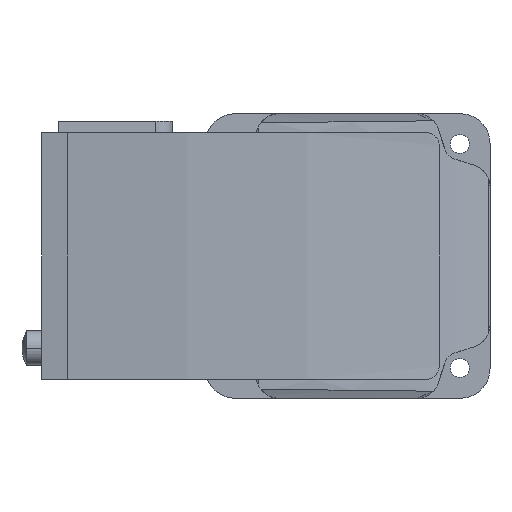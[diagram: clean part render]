
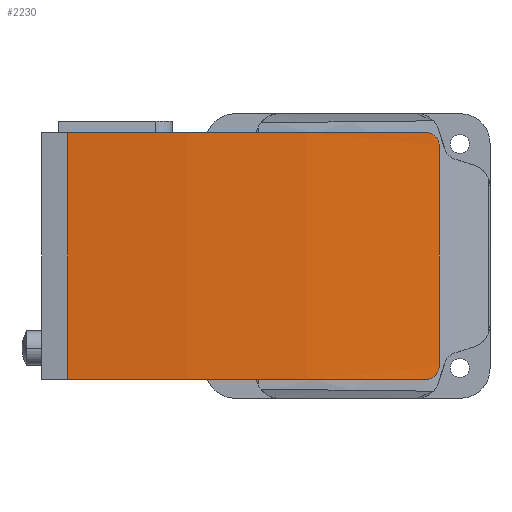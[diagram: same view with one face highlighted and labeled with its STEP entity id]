
A CAD part, left-side view. The second image highlights one B-rep face of the part: STEP entity #2230.
In plain terms, the highlighted cylindrical face has radius 300 mm (diameter 600 mm), a partial arc.
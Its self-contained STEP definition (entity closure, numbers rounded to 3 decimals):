
#2230=ADVANCED_FACE('',(#5007),#5008,.T.);
#2246=VERTEX_POINT('',#5031);
#2248=VERTEX_POINT('',#5033);
#2250=EDGE_CURVE('',#2246,#2248,#5035,.T.);
#2252=VERTEX_POINT('',#5037);
#2254=EDGE_CURVE('',#2252,#2246,#5039,.T.);
#2256=VERTEX_POINT('',#5041);
#2258=EDGE_CURVE('',#2256,#2252,#5043,.T.);
#2260=VERTEX_POINT('',#5045);
#2262=EDGE_CURVE('',#2260,#2256,#5047,.T.);
#2264=VERTEX_POINT('',#5049);
#2266=EDGE_CURVE('',#2264,#2260,#5051,.T.);
#2268=EDGE_CURVE('',#2248,#2264,#5053,.T.);
#5007=FACE_OUTER_BOUND('',#8502,.T.);
#5008=CYLINDRICAL_SURFACE('',#8503,300.0);
#5031=CARTESIAN_POINT('',(-4.808,-25.6,28.6));
#5033=CARTESIAN_POINT('',(-4.388,-28.6,25.6));
#5035=B_SPLINE_CURVE_WITH_KNOTS('',3,(#8531,#8532,#8533,#8534,#8535,#8536,#8537,#8538,#8539,#8540,#8541,#8542,#8543,#8544,#8545,#8546,#8547,#8548),.UNSPECIFIED.,.F.,.F.,(4,2,2,2,2,2,2,2,4),(4.539,5.11,5.681,6.252,6.822,7.387,7.952,8.517,9.082),.UNSPECIFIED.);
#5037=CARTESIAN_POINT('',(-4.388,57.6,28.6));
#5039=CIRCLE('',#8553,300.0);
#5041=CARTESIAN_POINT('',(-4.388,57.6,-28.6));
#5043=LINE('',#8558,#8559);
#5045=CARTESIAN_POINT('',(-4.808,-25.6,-28.6));
#5047=CIRCLE('',#8564,300.0);
#5049=CARTESIAN_POINT('',(-4.388,-28.6,-25.6));
#5051=B_SPLINE_CURVE_WITH_KNOTS('',3,(#8569,#8570,#8571,#8572,#8573,#8574,#8575,#8576,#8577,#8578,#8579,#8580,#8581,#8582,#8583,#8584,#8585,#8586),.UNSPECIFIED.,.F.,.F.,(4,2,2,2,2,2,2,2,4),(9.082,9.648,10.214,10.78,11.346,11.916,12.485,13.054,13.624),.UNSPECIFIED.);
#5053=LINE('',#8589,#8590);
#8502=EDGE_LOOP('',(#12276,#12277,#12278,#12279,#12280,#12281));
#8503=AXIS2_PLACEMENT_3D('',#12282,#12283,#12284);
#8531=CARTESIAN_POINT('',(-4.808,-25.6,28.6));
#8532=CARTESIAN_POINT('',(-4.782,-25.789,28.6));
#8533=CARTESIAN_POINT('',(-4.756,-25.984,28.582));
#8534=CARTESIAN_POINT('',(-4.703,-26.372,28.506));
#8535=CARTESIAN_POINT('',(-4.676,-26.565,28.448));
#8536=CARTESIAN_POINT('',(-4.625,-26.935,28.294));
#8537=CARTESIAN_POINT('',(-4.6,-27.112,28.198));
#8538=CARTESIAN_POINT('',(-4.554,-27.441,27.977));
#8539=CARTESIAN_POINT('',(-4.532,-27.592,27.851));
#8540=CARTESIAN_POINT('',(-4.495,-27.858,27.585));
#8541=CARTESIAN_POINT('',(-4.477,-27.982,27.435));
#8542=CARTESIAN_POINT('',(-4.446,-28.201,27.108));
#8543=CARTESIAN_POINT('',(-4.432,-28.296,26.931));
#8544=CARTESIAN_POINT('',(-4.41,-28.448,26.562));
#8545=CARTESIAN_POINT('',(-4.401,-28.506,26.37));
#8546=CARTESIAN_POINT('',(-4.39,-28.582,25.983));
#8547=CARTESIAN_POINT('',(-4.388,-28.6,25.788));
#8548=CARTESIAN_POINT('',(-4.388,-28.6,25.6));
#8553=AXIS2_PLACEMENT_3D('',#12343,#12344,#12345);
#8558=CARTESIAN_POINT('',(-4.388,57.6,0.0));
#8559=VECTOR('',#12346,1.0);
#8564=AXIS2_PLACEMENT_3D('',#12347,#12348,#12349);
#8569=CARTESIAN_POINT('',(-4.388,-28.6,-25.6));
#8570=CARTESIAN_POINT('',(-4.388,-28.6,-25.789));
#8571=CARTESIAN_POINT('',(-4.39,-28.582,-25.984));
#8572=CARTESIAN_POINT('',(-4.402,-28.506,-26.372));
#8573=CARTESIAN_POINT('',(-4.41,-28.448,-26.565));
#8574=CARTESIAN_POINT('',(-4.432,-28.294,-26.934));
#8575=CARTESIAN_POINT('',(-4.446,-28.199,-27.111));
#8576=CARTESIAN_POINT('',(-4.477,-27.979,-27.438));
#8577=CARTESIAN_POINT('',(-4.495,-27.854,-27.589));
#8578=CARTESIAN_POINT('',(-4.533,-27.588,-27.855));
#8579=CARTESIAN_POINT('',(-4.554,-27.437,-27.98));
#8580=CARTESIAN_POINT('',(-4.601,-27.109,-28.2));
#8581=CARTESIAN_POINT('',(-4.625,-26.932,-28.296));
#8582=CARTESIAN_POINT('',(-4.677,-26.562,-28.449));
#8583=CARTESIAN_POINT('',(-4.703,-26.37,-28.506));
#8584=CARTESIAN_POINT('',(-4.756,-25.983,-28.582));
#8585=CARTESIAN_POINT('',(-4.783,-25.788,-28.6));
#8586=CARTESIAN_POINT('',(-4.808,-25.6,-28.6));
#8589=CARTESIAN_POINT('',(-4.388,-28.6,0.0));
#8590=VECTOR('',#12350,1.0);
#12276=ORIENTED_EDGE('',*,*,#2250,.F.);
#12277=ORIENTED_EDGE('',*,*,#2254,.F.);
#12278=ORIENTED_EDGE('',*,*,#2258,.F.);
#12279=ORIENTED_EDGE('',*,*,#2262,.F.);
#12280=ORIENTED_EDGE('',*,*,#2266,.F.);
#12281=ORIENTED_EDGE('',*,*,#2268,.F.);
#12282=CARTESIAN_POINT('',(292.5,14.5,28.6));
#12283=DIRECTION('',(0.0,-0.0,-1.0));
#12284=DIRECTION('',(-0.99,-0.144,0.0));
#12343=CARTESIAN_POINT('',(292.5,14.5,28.6));
#12344=DIRECTION('',(0.0,0.0,1.0));
#12345=DIRECTION('',(-0.99,-0.144,0.0));
#12346=DIRECTION('',(0.0,0.0,1.0));
#12347=CARTESIAN_POINT('',(292.5,14.5,-28.6));
#12348=DIRECTION('',(-0.0,0.0,-1.0));
#12349=DIRECTION('',(-0.99,-0.144,0.0));
#12350=DIRECTION('',(0.0,0.0,-1.0));
